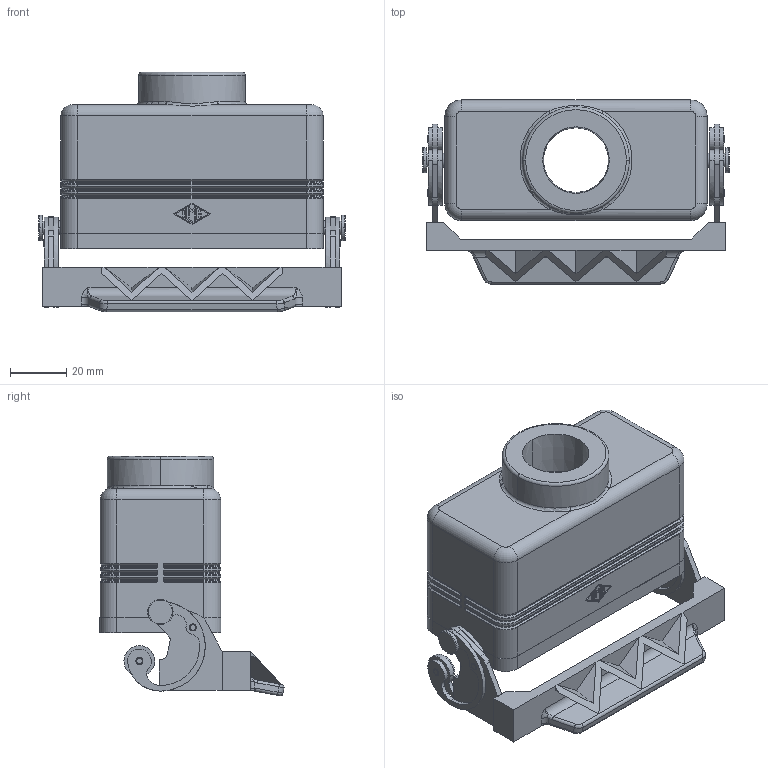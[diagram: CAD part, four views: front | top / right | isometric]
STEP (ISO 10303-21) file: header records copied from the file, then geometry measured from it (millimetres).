
FILE_DESCRIPTION(('Creo Elements/Direct Modeling STEP Export'),'2;1');
FILE_NAME('CHVT_16_5_LG.stp','2012-12-19T11:00:26',(''),(''),'Creo Elements/Direct Modeling STEP processor for AP214 (Solid Model)','Creo Elements/Direct Modeling 18.0B 02-Dec-2011 (C) Parametric Technology GmbH','');
FILE_SCHEMA(('AUTOMOTIVE_DESIGN { 1 0 10303 214 1 1 1 1 }'));
Length unit declared in the file: millimetre
Products named in the file (1): MSBO12851
Bounding box: 109.5 x 65.64 x 85.37 mm (x, y, z)
Volume: 87961 mm3; surface area: 46629.9 mm2
Topology: 1 solids, 3 shells, 646 faces, 1636 edges, 1008 vertices
Faces by surface type: plane 272, cylinder 214, torus 80, cone 38, bspline 38, revolution 4
Entity records: 25813 total; most frequent: CARTESIAN_POINT 5561, ORIENTED_EDGE 3242, DIRECTION 3127, EDGE_CURVE 1621, AXIS2_PLACEMENT_3D 1128, VERTEX_POINT 1008, VECTOR 867, LINE 867
